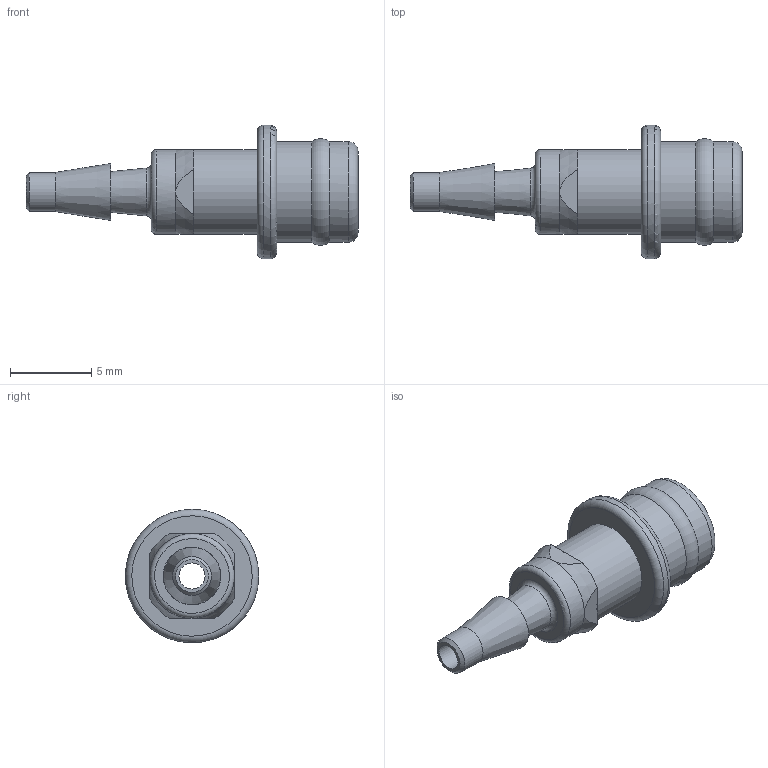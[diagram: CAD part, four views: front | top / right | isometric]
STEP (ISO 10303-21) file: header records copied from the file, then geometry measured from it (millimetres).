
FILE_DESCRIPTION(/* description */ (''),/* implementation_level */ '2;1');
FILE_NAME(/* name */ '3D_PCM-3.0.stp',/* time_stamp */ '2026-02-15T22:09:40+03:00',/* author */ ('krute'),/* organization */ (''),/* preprocessor_version */ 'ST-DEVELOPER v20.1',/* originating_system */ 'Autodesk Inventor 2026',/* authorisation */ '');
FILE_SCHEMA (('CONFIG_CONTROL_DESIGN'));
Length unit declared in the file: millimetre
Products named in the file (1): 3D_1011000010002_PCM-3.0_V1.0
Bounding box: 20.4 x 8.2 x 8.2 mm (x, y, z)
Volume: 323.3 mm3; surface area: 530.2 mm2
Topology: 1 solids, 1 shells, 37 faces, 79 edges, 49 vertices
Faces by surface type: plane 15, cylinder 8, cone 8, torus 6
Full cylindrical faces by diameter (mm): 1.6 x1, 2.4 x1, 2.55 x1, 5.2 x2, 6.2 x2, 8.2 x1
Entity records: 1055 total; most frequent: DIRECTION 198, CARTESIAN_POINT 182, ORIENTED_EDGE 158, AXIS2_PLACEMENT_3D 89, EDGE_CURVE 79, CIRCLE 51, VERTEX_POINT 49, EDGE_LOOP 44
